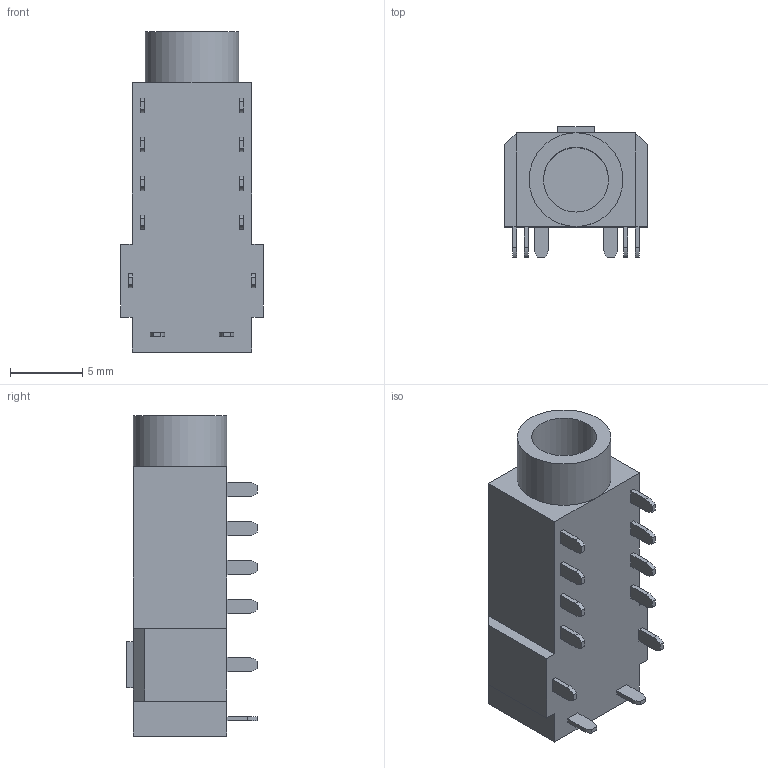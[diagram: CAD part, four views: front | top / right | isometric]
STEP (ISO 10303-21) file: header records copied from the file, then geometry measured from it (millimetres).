
FILE_DESCRIPTION(/* description */ (''),/* implementation_level */ '2;1');
FILE_NAME(/* name */ 'NBA1-24-001.step',/* time_stamp */ '2023-11-27T03:10:57+09:00',/* author */ (''),/* organization */ (''),/* preprocessor_version */ 'ST-DEVELOPER v20',/* originating_system */ 'Autodesk Translation Framework v12.14.0.127',/* authorisation */ '');
FILE_SCHEMA (('AUTOMOTIVE_DESIGN { 1 0 10303 214 3 1 1 }'));
Length unit declared in the file: millimetre
Products named in the file (1): NBA1-24-001
Bounding box: 9.9 x 9.05 x 22.2 mm (x, y, z)
Volume: 867 mm3; surface area: 1113.4 mm2
Topology: 1 solids, 1 shells, 110 faces, 276 edges, 182 vertices
Faces by surface type: plane 84, cylinder 26
Full cylindrical faces by diameter (mm): 4.5 x1, 6.5 x1
Entity records: 3398 total; most frequent: CARTESIAN_POINT 569, ORIENTED_EDGE 552, DIRECTION 552, EDGE_CURVE 276, LINE 222, VECTOR 222, VERTEX_POINT 182, AXIS2_PLACEMENT_3D 165
